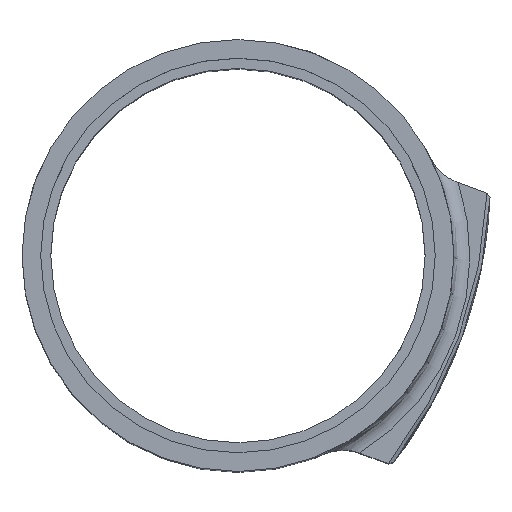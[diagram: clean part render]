
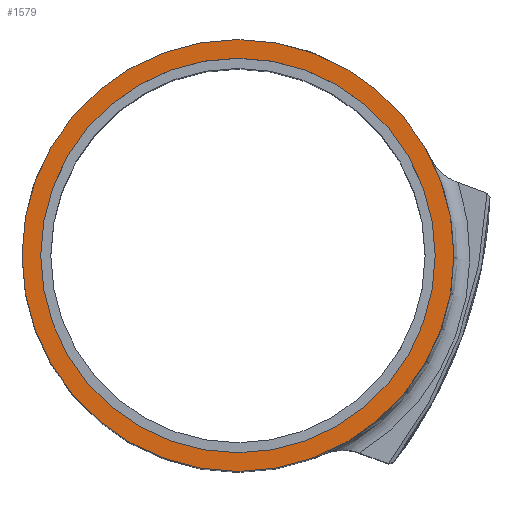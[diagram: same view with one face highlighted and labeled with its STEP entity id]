
A CAD part, top view. The second image highlights one B-rep face of the part: STEP entity #1579.
In plain terms, the highlighted planar face has unit normal (0, 0, 1).
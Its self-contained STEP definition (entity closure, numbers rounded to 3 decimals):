
#198=PLANE('',#1707);
#246=FACE_BOUND('',#408,.T.);
#304=FACE_OUTER_BOUND('',#407,.T.);
#407=EDGE_LOOP('',(#1406));
#408=EDGE_LOOP('',(#1407));
#557=CIRCLE('',#1652,61.65);
#564=CIRCLE('',#1708,67.5);
#631=VERTEX_POINT('',#2615);
#725=VERTEX_POINT('',#4407);
#817=EDGE_CURVE('',#631,#631,#557,.T.);
#960=EDGE_CURVE('',#725,#725,#564,.T.);
#1406=ORIENTED_EDGE('',*,*,#960,.T.);
#1407=ORIENTED_EDGE('',*,*,#817,.T.);
#1579=ADVANCED_FACE('',(#304,#246),#198,.T.);
#1652=AXIS2_PLACEMENT_3D('',#2616,#1862,#1863);
#1707=AXIS2_PLACEMENT_3D('',#4406,#1989,#1990);
#1708=AXIS2_PLACEMENT_3D('',#4408,#1991,#1992);
#1862=DIRECTION('center_axis',(0.,0.,-1.));
#1863=DIRECTION('ref_axis',(-1.,0.,0.));
#1989=DIRECTION('center_axis',(0.,0.,1.));
#1990=DIRECTION('ref_axis',(-1.,0.,0.));
#1991=DIRECTION('center_axis',(0.,0.,1.));
#1992=DIRECTION('ref_axis',(-1.,0.,0.));
#2615=CARTESIAN_POINT('',(61.65,0.,360.95));
#2616=CARTESIAN_POINT('Origin',(0.,0.,
360.95));
#4406=CARTESIAN_POINT('Origin',(0.,0.,360.95));
#4407=CARTESIAN_POINT('',(67.5,0.,360.95));
#4408=CARTESIAN_POINT('Origin',(0.,0.,360.95));
